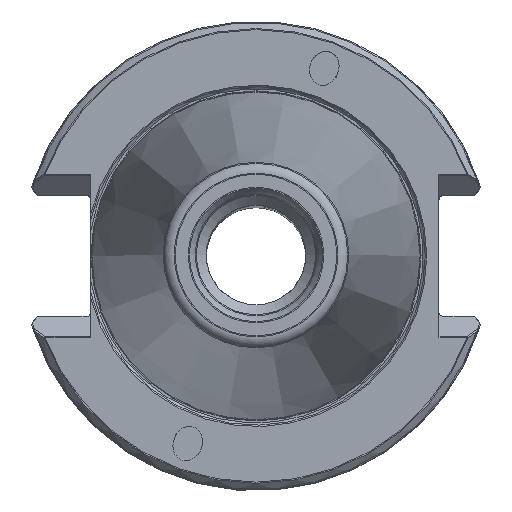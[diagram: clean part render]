
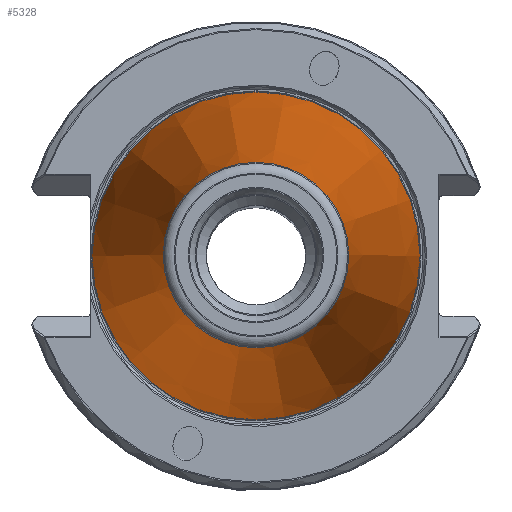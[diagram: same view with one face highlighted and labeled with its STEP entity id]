
A CAD part, top view. The second image highlights one B-rep face of the part: STEP entity #5328.
In plain terms, the highlighted conical face has half-angle 8.297 degrees and reference radius 12.415 mm.
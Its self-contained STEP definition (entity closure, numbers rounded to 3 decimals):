
#562=CONICAL_SURFACE('',#5718,12.415,0.145);
#1149=ORIENTED_EDGE('',*,*,#1861,.T.);
#1150=ORIENTED_EDGE('',*,*,#1862,.T.);
#1861=EDGE_CURVE('',#2292,#2292,#2580,.F.);
#1862=EDGE_CURVE('',#2293,#2293,#2581,.T.);
#2292=VERTEX_POINT('',#7734);
#2293=VERTEX_POINT('',#7737);
#2580=CIRCLE('',#5717,12.602);
#2581=CIRCLE('',#5719,22.302);
#2895=EDGE_LOOP('',(#1149));
#2896=EDGE_LOOP('',(#1150));
#3272=FACE_BOUND('',#2895,.T.);
#3273=FACE_BOUND('',#2896,.T.);
#5328=ADVANCED_FACE('',(#3272,#3273),#562,.T.);
#5717=AXIS2_PLACEMENT_3D('',#7733,#6542,#6543);
#5718=AXIS2_PLACEMENT_3D('',#7735,#6544,#6545);
#5719=AXIS2_PLACEMENT_3D('',#7736,#6546,#6547);
#6542=DIRECTION('',(0.,0.,1.));
#6543=DIRECTION('',(1.,0.,0.));
#6544=DIRECTION('',(0.,0.,-1.));
#6545=DIRECTION('',(-1.,0.,0.));
#6546=DIRECTION('',(0.,0.,1.));
#6547=DIRECTION('',(1.,0.,0.));
#7733=CARTESIAN_POINT('',(0.,0.,67.166));
#7734=CARTESIAN_POINT('',(12.602,0.,67.166));
#7735=CARTESIAN_POINT('',(0.,0.,68.45));
#7736=CARTESIAN_POINT('',(0.,0.,0.65));
#7737=CARTESIAN_POINT('',(22.302,0.,0.65));
